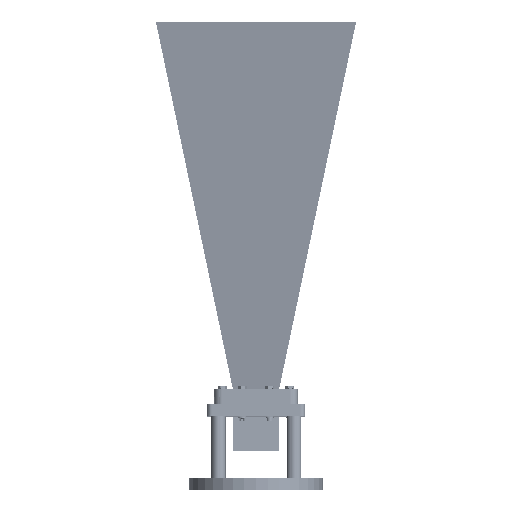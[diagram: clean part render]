
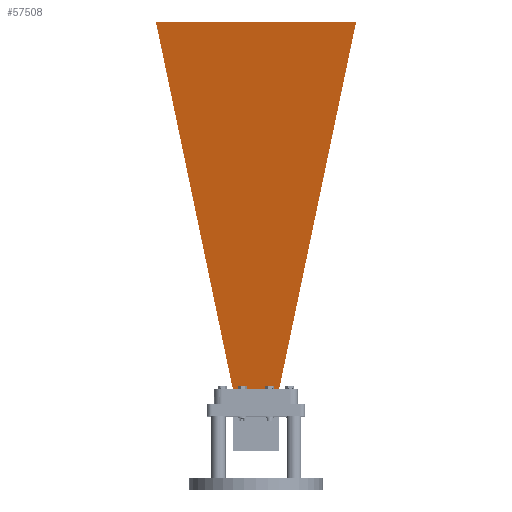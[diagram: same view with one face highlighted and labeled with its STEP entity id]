
A CAD part, top view. The second image highlights one B-rep face of the part: STEP entity #57508.
In plain terms, the highlighted face is planar.
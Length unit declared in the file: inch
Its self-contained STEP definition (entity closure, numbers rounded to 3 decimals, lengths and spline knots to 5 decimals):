
#431 = B_SPLINE_CURVE_WITH_KNOTS ( 'NONE', 3,
 ( #59899, #46683, #73570, #13136 ),
 .UNSPECIFIED., .F., .F.,
 ( 4, 4 ),
 ( 0., 1. ),
 .UNSPECIFIED. ) ;
#1237 = VECTOR ( 'NONE', #77794, 39.37008 ) ;
#2827 = FACE_OUTER_BOUND ( 'NONE', #81372, .T. ) ;
#8200 = CARTESIAN_POINT ( 'NONE',  ( -3.22011, -2.3435, 12.051 ) ) ;
#8522 = VECTOR ( 'NONE', #72858, 39.37008 ) ;
#8710 = DIRECTION ( 'NONE',  ( -0.202, -0.161, 0.966 ) ) ;
#9107 = VERTEX_POINT ( 'NONE', #64214 ) ;
#11497 = EDGE_CURVE ( 'NONE', #9107, #39552, #68293, .T. ) ;
#11635 = ORIENTED_EDGE ( 'NONE', *, *, #11497, .F. ) ;
#13136 = CARTESIAN_POINT ( 'NONE',  ( -0.748, -0.373, 0.25 ) ) ;
#16487 = PLANE ( 'NONE',  #33088 ) ;
#19030 = LINE ( 'NONE', #64078, #1237 ) ;
#20178 = EDGE_CURVE ( 'NONE', #60134, #9107, #431, .T. ) ;
#22119 = VERTEX_POINT ( 'NONE', #25300 ) ;
#25300 = CARTESIAN_POINT ( 'NONE',  ( 3.22011, -2.3435, 12.051 ) ) ;
#27563 = VECTOR ( 'NONE', #8710, 39.37008 ) ;
#29719 = CARTESIAN_POINT ( 'NONE',  ( 0., -0.32227, -0.05381 ) ) ;
#31415 = CARTESIAN_POINT ( 'NONE',  ( 0.748, -0.373, 0.25 ) ) ;
#32703 = LINE ( 'NONE', #46406, #8522 ) ;
#33088 = AXIS2_PLACEMENT_3D ( 'NONE', #29719, #77410, #57928 ) ;
#39552 = VERTEX_POINT ( 'NONE', #8200 ) ;
#46406 = CARTESIAN_POINT ( 'NONE',  ( -3.222, -2.3435, 12.051 ) ) ;
#46481 = EDGE_CURVE ( 'NONE', #60134, #22119, #19030, .T. ) ;
#46683 = CARTESIAN_POINT ( 'NONE',  ( 0.24933, -0.373, 0.25 ) ) ;
#49489 = EDGE_CURVE ( 'NONE', #39552, #22119, #32703, .T. ) ;
#50598 = ORIENTED_EDGE ( 'NONE', *, *, #46481, .T. ) ;
#57508 = ADVANCED_FACE ( 'NONE', ( #2827 ), #16487, .F. ) ;
#57699 = ORIENTED_EDGE ( 'NONE', *, *, #49489, .F. ) ;
#57928 = DIRECTION ( 'NONE',  ( 0., 0.165, -0.986 ) ) ;
#59899 = CARTESIAN_POINT ( 'NONE',  ( 0.748, -0.373, 0.25 ) ) ;
#60134 = VERTEX_POINT ( 'NONE', #31415 ) ;
#64078 = CARTESIAN_POINT ( 'NONE',  ( 0.748, -0.373, 0.25 ) ) ;
#64214 = CARTESIAN_POINT ( 'NONE',  ( -0.748, -0.373, 0.25 ) ) ;
#68293 = LINE ( 'NONE', #74041, #27563 ) ;
#68942 = ORIENTED_EDGE ( 'NONE', *, *, #20178, .F. ) ;
#72858 = DIRECTION ( 'NONE',  ( 1., 0., 0. ) ) ;
#73570 = CARTESIAN_POINT ( 'NONE',  ( -0.24933, -0.373, 0.25 ) ) ;
#74041 = CARTESIAN_POINT ( 'NONE',  ( -0.748, -0.373, 0.25 ) ) ;
#77410 = DIRECTION ( 'NONE',  ( 0., 0.986, 0.165 ) ) ;
#77794 = DIRECTION ( 'NONE',  ( 0.202, -0.161, 0.966 ) ) ;
#81372 = EDGE_LOOP ( 'NONE', ( #50598, #57699, #11635, #68942 ) ) ;
